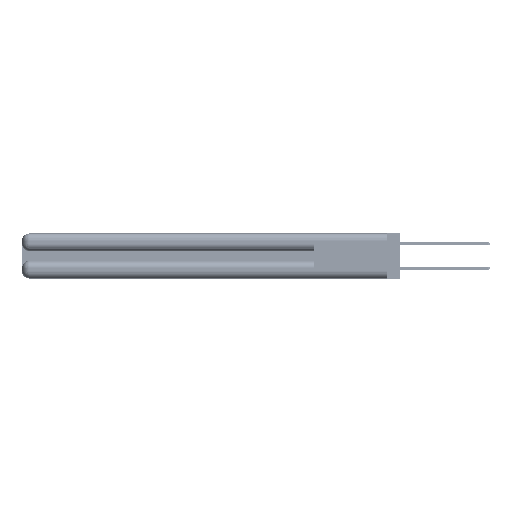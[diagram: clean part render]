
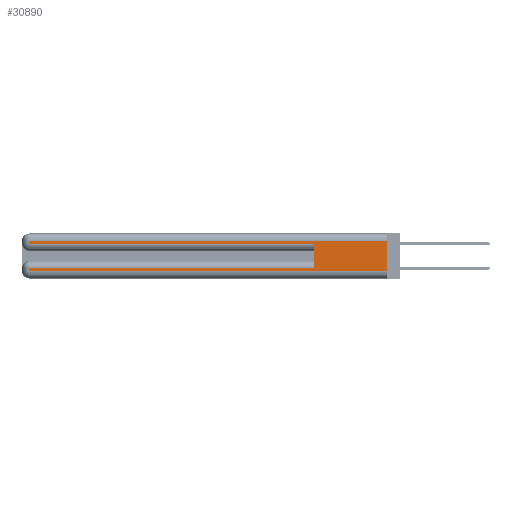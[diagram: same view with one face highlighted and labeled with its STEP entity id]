
A CAD part, left-side view. The second image highlights one B-rep face of the part: STEP entity #30890.
In plain terms, the highlighted planar face has unit normal (-1, 0, 0).
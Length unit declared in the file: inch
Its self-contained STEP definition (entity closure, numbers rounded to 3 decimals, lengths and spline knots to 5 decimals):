
#512 = DIRECTION ( 'NONE',  ( 0., -1., 0. ) ) ;
#1269 = EDGE_LOOP ( 'NONE', ( #42858, #37805, #25839, #35727, #29852, #19302, #39497, #49275 ) ) ;
#3625 = CARTESIAN_POINT ( 'NONE',  ( 0., 0., 0.37 ) ) ;
#3939 = CARTESIAN_POINT ( 'NONE',  ( 0., 2.94, 0.06 ) ) ;
#5837 = EDGE_CURVE ( 'NONE', #42510, #12482, #43536, .T. ) ;
#6554 = EDGE_CURVE ( 'NONE', #37937, #34471, #52519, .T. ) ;
#7287 = LINE ( 'NONE', #10179, #28152 ) ;
#8351 = CARTESIAN_POINT ( 'NONE',  ( 0., 2.94, 0.285 ) ) ;
#9395 = CARTESIAN_POINT ( 'NONE',  ( 0., 0., 0.31 ) ) ;
#10179 = CARTESIAN_POINT ( 'NONE',  ( 0., 0.6, 0.145 ) ) ;
#10451 = VECTOR ( 'NONE', #36614, 39.37008 ) ;
#10866 = CARTESIAN_POINT ( 'NONE',  ( 0., 2.94, 0.37 ) ) ;
#12090 = CARTESIAN_POINT ( 'NONE',  ( 0., 0., 0.31 ) ) ;
#12482 = VERTEX_POINT ( 'NONE', #3939 ) ;
#14704 = CARTESIAN_POINT ( 'NONE',  ( 0., 0., 0.06 ) ) ;
#14827 = VERTEX_POINT ( 'NONE', #46232 ) ;
#18918 = CARTESIAN_POINT ( 'NONE',  ( 0., 0.6, 0.285 ) ) ;
#19061 = LINE ( 'NONE', #10866, #52017 ) ;
#19302 = ORIENTED_EDGE ( 'NONE', *, *, #29512, .T. ) ;
#19748 = DIRECTION ( 'NONE',  ( 0., 1., 0. ) ) ;
#19754 = CARTESIAN_POINT ( 'NONE',  ( 0., 0., 0.06 ) ) ;
#20134 = VERTEX_POINT ( 'NONE', #14704 ) ;
#20228 = LINE ( 'NONE', #44478, #21541 ) ;
#20428 = VECTOR ( 'NONE', #36189, 39.37008 ) ;
#21468 = CARTESIAN_POINT ( 'NONE',  ( 0., 0., 0.285 ) ) ;
#21541 = VECTOR ( 'NONE', #19748, 39.37008 ) ;
#22133 = VECTOR ( 'NONE', #52866, 39.37008 ) ;
#22695 = FACE_OUTER_BOUND ( 'NONE', #1269, .T. ) ;
#24668 = DIRECTION ( 'NONE',  ( 1., 0., 0. ) ) ;
#25839 = ORIENTED_EDGE ( 'NONE', *, *, #28671, .T. ) ;
#27995 = EDGE_CURVE ( 'NONE', #14827, #39205, #7287, .T. ) ;
#28152 = VECTOR ( 'NONE', #35055, 39.37008 ) ;
#28671 = EDGE_CURVE ( 'NONE', #34471, #47131, #19061, .T. ) ;
#29337 = LINE ( 'NONE', #21468, #50003 ) ;
#29512 = EDGE_CURVE ( 'NONE', #14827, #42510, #20228, .T. ) ;
#29852 = ORIENTED_EDGE ( 'NONE', *, *, #27995, .F. ) ;
#30890 = ADVANCED_FACE ( 'NONE', ( #22695 ), #49423, .F. ) ;
#31826 = VECTOR ( 'NONE', #45225, 39.37008 ) ;
#32132 = CARTESIAN_POINT ( 'NONE',  ( 0., 2.94, 0.085 ) ) ;
#32479 = CARTESIAN_POINT ( 'NONE',  ( 0., 2.94, 0.37 ) ) ;
#34471 = VERTEX_POINT ( 'NONE', #52541 ) ;
#35055 = DIRECTION ( 'NONE',  ( 0., 0., 1. ) ) ;
#35727 = ORIENTED_EDGE ( 'NONE', *, *, #52474, .T. ) ;
#36189 = DIRECTION ( 'NONE',  ( 0., -1., 0. ) ) ;
#36614 = DIRECTION ( 'NONE',  ( 0., 0., -1. ) ) ;
#37022 = EDGE_CURVE ( 'NONE', #12482, #20134, #42387, .T. ) ;
#37805 = ORIENTED_EDGE ( 'NONE', *, *, #6554, .T. ) ;
#37937 = VERTEX_POINT ( 'NONE', #9395 ) ;
#39205 = VERTEX_POINT ( 'NONE', #18918 ) ;
#39497 = ORIENTED_EDGE ( 'NONE', *, *, #5837, .T. ) ;
#41257 = EDGE_CURVE ( 'NONE', #37937, #20134, #44095, .T. ) ;
#42387 = LINE ( 'NONE', #19754, #20428 ) ;
#42510 = VERTEX_POINT ( 'NONE', #32132 ) ;
#42858 = ORIENTED_EDGE ( 'NONE', *, *, #41257, .F. ) ;
#43536 = LINE ( 'NONE', #32479, #10451 ) ;
#44095 = LINE ( 'NONE', #44530, #22133 ) ;
#44478 = CARTESIAN_POINT ( 'NONE',  ( 0., 0., 0.085 ) ) ;
#44530 = CARTESIAN_POINT ( 'NONE',  ( 0., 0., 0.37 ) ) ;
#45225 = DIRECTION ( 'NONE',  ( 0., 1., 0. ) ) ;
#46232 = CARTESIAN_POINT ( 'NONE',  ( 0., 0.6, 0.085 ) ) ;
#47131 = VERTEX_POINT ( 'NONE', #8351 ) ;
#48568 = AXIS2_PLACEMENT_3D ( 'NONE', #3625, #24668, #53581 ) ;
#49275 = ORIENTED_EDGE ( 'NONE', *, *, #37022, .T. ) ;
#49423 = PLANE ( 'NONE',  #48568 ) ;
#50003 = VECTOR ( 'NONE', #512, 39.37008 ) ;
#52017 = VECTOR ( 'NONE', #52186, 39.37008 ) ;
#52186 = DIRECTION ( 'NONE',  ( 0., 0., -1. ) ) ;
#52474 = EDGE_CURVE ( 'NONE', #47131, #39205, #29337, .T. ) ;
#52519 = LINE ( 'NONE', #12090, #31826 ) ;
#52541 = CARTESIAN_POINT ( 'NONE',  ( 0., 2.94, 0.31 ) ) ;
#52866 = DIRECTION ( 'NONE',  ( 0., 0., -1. ) ) ;
#53581 = DIRECTION ( 'NONE',  ( 0., 0., -1. ) ) ;
